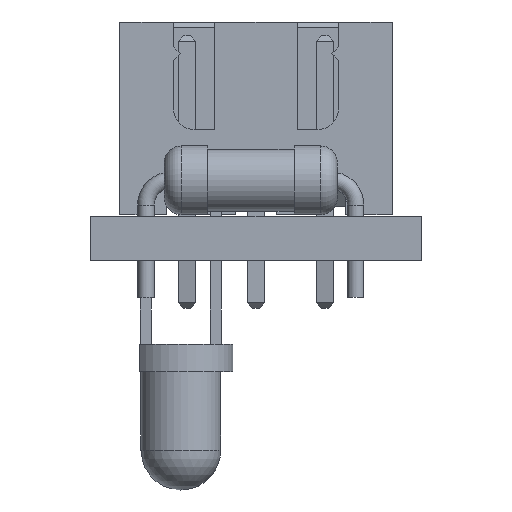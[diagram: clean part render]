
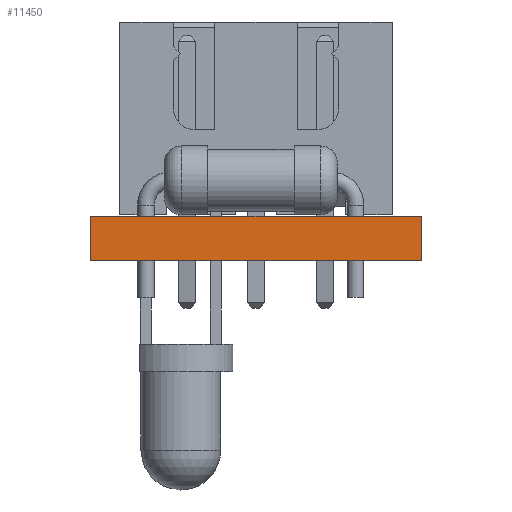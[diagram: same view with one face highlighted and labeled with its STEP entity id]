
A CAD part, front view. The second image highlights one B-rep face of the part: STEP entity #11450.
In plain terms, the highlighted planar face has unit normal (0, -1, 0).
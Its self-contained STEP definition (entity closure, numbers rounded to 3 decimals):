
#11334 = EDGE_CURVE('',#11335,#11337,#11339,.T.);
#11335 = VERTEX_POINT('',#11336);
#11336 = CARTESIAN_POINT('',(0.,0.,0.));
#11337 = VERTEX_POINT('',#11338);
#11338 = CARTESIAN_POINT('',(0.,0.,1.6));
#11339 = SURFACE_CURVE('',#11340,(#11344,#11356),.PCURVE_S1.);
#11340 = LINE('',#11341,#11342);
#11341 = CARTESIAN_POINT('',(0.,0.,0.));
#11342 = VECTOR('',#11343,1.);
#11343 = DIRECTION('',(0.,0.,1.));
#11344 = PCURVE('',#11345,#11350);
#11345 = PLANE('',#11346);
#11346 = AXIS2_PLACEMENT_3D('',#11347,#11348,#11349);
#11347 = CARTESIAN_POINT('',(0.,0.,0.));
#11348 = DIRECTION('',(-1.,0.,0.));
#11349 = DIRECTION('',(0.,1.,0.));
#11350 = DEFINITIONAL_REPRESENTATION('',(#11351),#11355);
#11351 = LINE('',#11352,#11353);
#11352 = CARTESIAN_POINT('',(0.,0.));
#11353 = VECTOR('',#11354,1.);
#11354 = DIRECTION('',(0.,-1.));
#11355 = ( GEOMETRIC_REPRESENTATION_CONTEXT(2) 
PARAMETRIC_REPRESENTATION_CONTEXT() REPRESENTATION_CONTEXT('2D SPACE',''
  ) );
#11356 = PCURVE('',#11357,#11362);
#11357 = PLANE('',#11358);
#11358 = AXIS2_PLACEMENT_3D('',#11359,#11360,#11361);
#11359 = CARTESIAN_POINT('',(12.,0.,0.));
#11360 = DIRECTION('',(0.,-1.,0.));
#11361 = DIRECTION('',(-1.,0.,0.));
#11362 = DEFINITIONAL_REPRESENTATION('',(#11363),#11367);
#11363 = LINE('',#11364,#11365);
#11364 = CARTESIAN_POINT('',(12.,0.));
#11365 = VECTOR('',#11366,1.);
#11366 = DIRECTION('',(0.,-1.));
#11367 = ( GEOMETRIC_REPRESENTATION_CONTEXT(2) 
PARAMETRIC_REPRESENTATION_CONTEXT() REPRESENTATION_CONTEXT('2D SPACE',''
  ) );
#11385 = PLANE('',#11386);
#11386 = AXIS2_PLACEMENT_3D('',#11387,#11388,#11389);
#11387 = CARTESIAN_POINT('',(6.,42.5,1.6));
#11388 = DIRECTION('',(0.,0.,-1.));
#11389 = DIRECTION('',(-1.,0.,0.));
#11439 = PLANE('',#11440);
#11440 = AXIS2_PLACEMENT_3D('',#11441,#11442,#11443);
#11441 = CARTESIAN_POINT('',(6.,42.5,0.));
#11442 = DIRECTION('',(0.,0.,-1.));
#11443 = DIRECTION('',(-1.,0.,0.));
#11450 = ADVANCED_FACE('',(#11451),#11357,.T.);
#11451 = FACE_BOUND('',#11452,.T.);
#11452 = EDGE_LOOP('',(#11453,#11483,#11504,#11505));
#11453 = ORIENTED_EDGE('',*,*,#11454,.T.);
#11454 = EDGE_CURVE('',#11455,#11457,#11459,.T.);
#11455 = VERTEX_POINT('',#11456);
#11456 = CARTESIAN_POINT('',(12.,0.,0.));
#11457 = VERTEX_POINT('',#11458);
#11458 = CARTESIAN_POINT('',(12.,0.,1.6));
#11459 = SURFACE_CURVE('',#11460,(#11464,#11471),.PCURVE_S1.);
#11460 = LINE('',#11461,#11462);
#11461 = CARTESIAN_POINT('',(12.,0.,0.));
#11462 = VECTOR('',#11463,1.);
#11463 = DIRECTION('',(0.,0.,1.));
#11464 = PCURVE('',#11357,#11465);
#11465 = DEFINITIONAL_REPRESENTATION('',(#11466),#11470);
#11466 = LINE('',#11467,#11468);
#11467 = CARTESIAN_POINT('',(0.,0.));
#11468 = VECTOR('',#11469,1.);
#11469 = DIRECTION('',(0.,-1.));
#11470 = ( GEOMETRIC_REPRESENTATION_CONTEXT(2) 
PARAMETRIC_REPRESENTATION_CONTEXT() REPRESENTATION_CONTEXT('2D SPACE',''
  ) );
#11471 = PCURVE('',#11472,#11477);
#11472 = PLANE('',#11473);
#11473 = AXIS2_PLACEMENT_3D('',#11474,#11475,#11476);
#11474 = CARTESIAN_POINT('',(12.,85.,0.));
#11475 = DIRECTION('',(1.,0.,0.));
#11476 = DIRECTION('',(0.,-1.,0.));
#11477 = DEFINITIONAL_REPRESENTATION('',(#11478),#11482);
#11478 = LINE('',#11479,#11480);
#11479 = CARTESIAN_POINT('',(85.,0.));
#11480 = VECTOR('',#11481,1.);
#11481 = DIRECTION('',(0.,-1.));
#11482 = ( GEOMETRIC_REPRESENTATION_CONTEXT(2) 
PARAMETRIC_REPRESENTATION_CONTEXT() REPRESENTATION_CONTEXT('2D SPACE',''
  ) );
#11483 = ORIENTED_EDGE('',*,*,#11484,.T.);
#11484 = EDGE_CURVE('',#11457,#11337,#11485,.T.);
#11485 = SURFACE_CURVE('',#11486,(#11490,#11497),.PCURVE_S1.);
#11486 = LINE('',#11487,#11488);
#11487 = CARTESIAN_POINT('',(12.,0.,1.6));
#11488 = VECTOR('',#11489,1.);
#11489 = DIRECTION('',(-1.,0.,0.));
#11490 = PCURVE('',#11357,#11491);
#11491 = DEFINITIONAL_REPRESENTATION('',(#11492),#11496);
#11492 = LINE('',#11493,#11494);
#11493 = CARTESIAN_POINT('',(0.,-1.6));
#11494 = VECTOR('',#11495,1.);
#11495 = DIRECTION('',(1.,0.));
#11496 = ( GEOMETRIC_REPRESENTATION_CONTEXT(2) 
PARAMETRIC_REPRESENTATION_CONTEXT() REPRESENTATION_CONTEXT('2D SPACE',''
  ) );
#11497 = PCURVE('',#11385,#11498);
#11498 = DEFINITIONAL_REPRESENTATION('',(#11499),#11503);
#11499 = LINE('',#11500,#11501);
#11500 = CARTESIAN_POINT('',(-6.,-42.5));
#11501 = VECTOR('',#11502,1.);
#11502 = DIRECTION('',(1.,0.));
#11503 = ( GEOMETRIC_REPRESENTATION_CONTEXT(2) 
PARAMETRIC_REPRESENTATION_CONTEXT() REPRESENTATION_CONTEXT('2D SPACE',''
  ) );
#11504 = ORIENTED_EDGE('',*,*,#11334,.F.);
#11505 = ORIENTED_EDGE('',*,*,#11506,.F.);
#11506 = EDGE_CURVE('',#11455,#11335,#11507,.T.);
#11507 = SURFACE_CURVE('',#11508,(#11512,#11519),.PCURVE_S1.);
#11508 = LINE('',#11509,#11510);
#11509 = CARTESIAN_POINT('',(12.,0.,0.));
#11510 = VECTOR('',#11511,1.);
#11511 = DIRECTION('',(-1.,0.,0.));
#11512 = PCURVE('',#11357,#11513);
#11513 = DEFINITIONAL_REPRESENTATION('',(#11514),#11518);
#11514 = LINE('',#11515,#11516);
#11515 = CARTESIAN_POINT('',(0.,0.));
#11516 = VECTOR('',#11517,1.);
#11517 = DIRECTION('',(1.,0.));
#11518 = ( GEOMETRIC_REPRESENTATION_CONTEXT(2) 
PARAMETRIC_REPRESENTATION_CONTEXT() REPRESENTATION_CONTEXT('2D SPACE',''
  ) );
#11519 = PCURVE('',#11439,#11520);
#11520 = DEFINITIONAL_REPRESENTATION('',(#11521),#11525);
#11521 = LINE('',#11522,#11523);
#11522 = CARTESIAN_POINT('',(-6.,-42.5));
#11523 = VECTOR('',#11524,1.);
#11524 = DIRECTION('',(1.,0.));
#11525 = ( GEOMETRIC_REPRESENTATION_CONTEXT(2) 
PARAMETRIC_REPRESENTATION_CONTEXT() REPRESENTATION_CONTEXT('2D SPACE',''
  ) );
